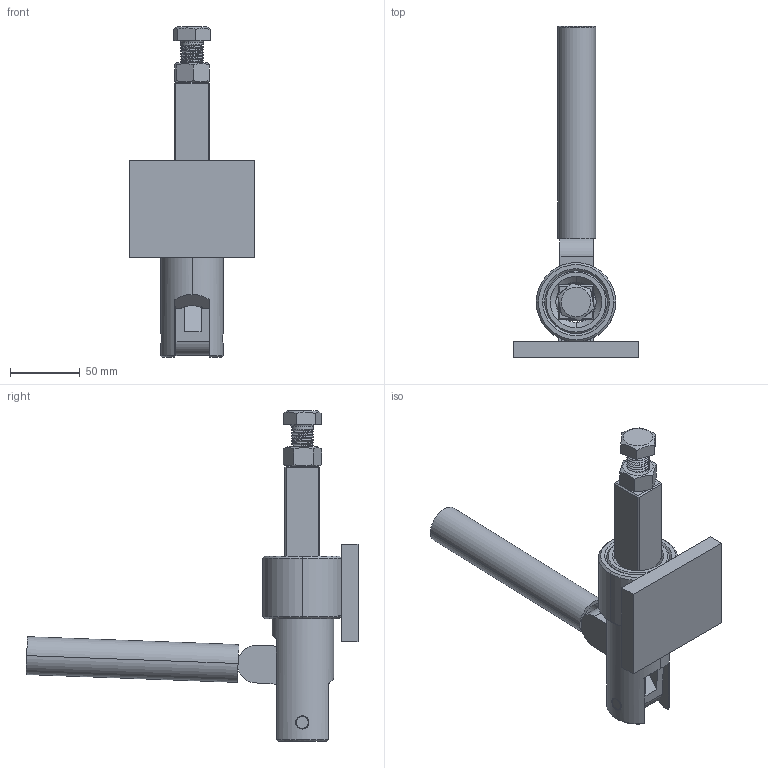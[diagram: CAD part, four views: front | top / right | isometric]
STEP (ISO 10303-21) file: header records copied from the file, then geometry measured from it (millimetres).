
FILE_DESCRIPTION (( 'STEP AP203' ), '1' );
FILE_NAME ('CH-30609.STEP', '2010-06-08T00:32:49', ( '微软用户' ), ( '微软中国' ), 'SwSTEP 2.0', 'SolidWorks 2008', '' );
FILE_SCHEMA (( 'CONFIG_CONTROL_DESIGN' ));
Products named in the file (11): 30609-01_默认<按加工>; 30609-04_默认; 30609-05_默认; CH-30609; 30609-02_默认; 30609-03_默认; 30609-08_默认; 30609-06_默认; 30609-07_默认; M16-01_默认; M16_默认
Assembly tree (11 placements, depth 2):
  CH-30609
    30609-06_默认
    30609-05_默认
    M16_默认
    30609-03_默认
    30609-07_默认  x2
    30609-02_默认
    M16-01_默认
    30609-01_默认<按加工>
    30609-08_默认
    30609-04_默认
Bounding box: 90 x 238.61 x 237.45 mm (x, y, z)
Volume: 381566.4 mm3; surface area: 138760.4 mm2
Topology: 16 solids, 16 shells, 2087 faces, 5469 edges, 3438 vertices
Faces by surface type: plane 1372, cylinder 438, bspline 208, cone 67, torus 2
Entity records: 64797 total; most frequent: CARTESIAN_POINT 24766, ORIENTED_EDGE 8556, DIRECTION 7581, EDGE_CURVE 4278, VERTEX_POINT 2706, AXIS2_PLACEMENT_3D 2562, VECTOR 2457, LINE 2457
